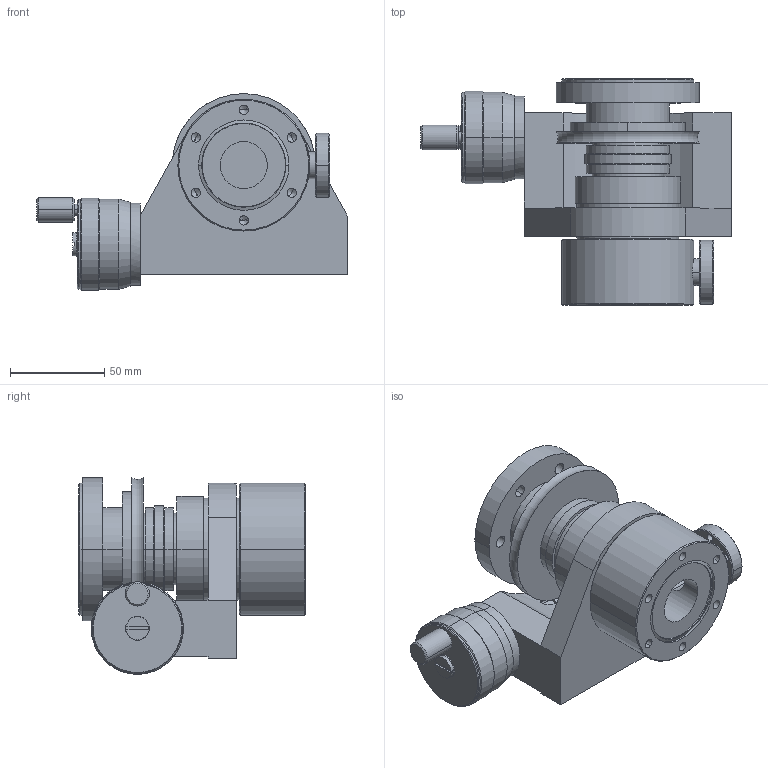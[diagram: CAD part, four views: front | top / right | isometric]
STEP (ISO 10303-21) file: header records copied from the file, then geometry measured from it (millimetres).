
FILE_DESCRIPTION((''),'2;1');
FILE_NAME('ZDPRF25H','2011-08-05T',('enver.celik'),(''),'PRO/ENGINEER BY PARAMETRIC TECHNOLOGY CORPORATION, 2010140','PRO/ENGINEER BY PARAMETRIC TECHNOLOGY CORPORATION, 2010140','');
FILE_SCHEMA(('CONFIG_CONTROL_DESIGN'));
Length unit declared in the file: millimetre
Products named in the file (1): ZDPRF25H
Bounding box: 165 x 120 x 104.5 mm (x, y, z)
Volume: 573519.1 mm3; surface area: 98801.5 mm2
Topology: 1 solids, 1 shells, 226 faces, 568 edges, 364 vertices
Faces by surface type: cylinder 121, plane 58, cone 46, torus 1
Entity records: 7012 total; most frequent: CARTESIAN_POINT 1292, DIRECTION 1292, ORIENTED_EDGE 1112, EDGE_CURVE 556, AXIS2_PLACEMENT_3D 530, VERTEX_POINT 364, CIRCLE 304, EDGE_LOOP 290
